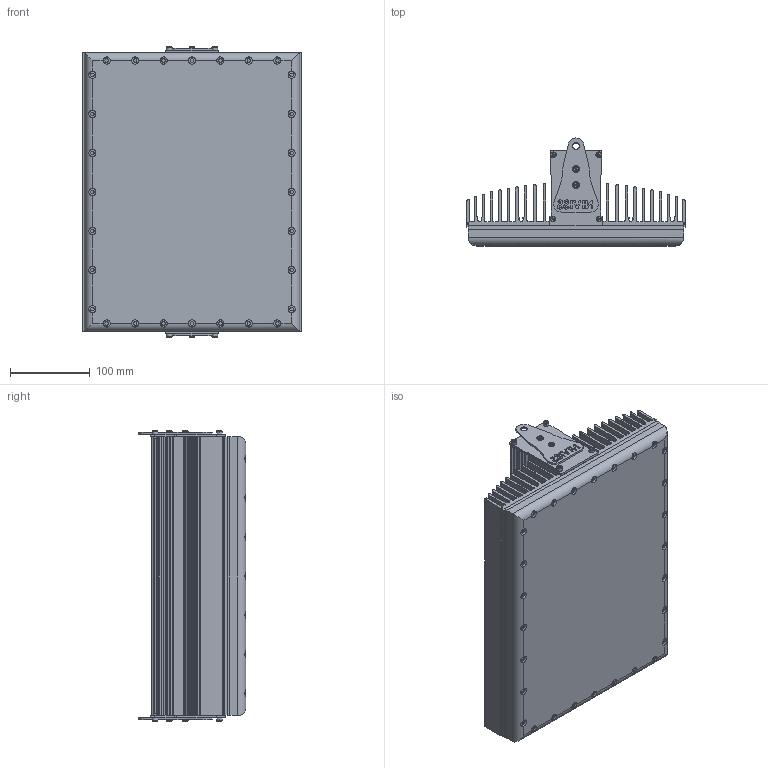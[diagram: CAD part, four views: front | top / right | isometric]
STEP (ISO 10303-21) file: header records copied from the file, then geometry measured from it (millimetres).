
FILE_DESCRIPTION (( 'STEP AP203' ), '1' );
FILE_NAME ('NIPLANTS MEDIUM.STEP', '2023-06-02T05:59:35', ( '' ), ( '' ), 'SwSTEP 2.0', 'SolidWorks 2017', '' );
FILE_SCHEMA (( 'CONFIG_CONTROL_DESIGN' ));
Length unit declared in the file: millimetre
Products named in the file (7): socket head cap screw 4762_din_EN ISO 4762 M4 x 6 - 6N; do radiatora2; dyfuzor; radiator horti; NIPLANTS MEDIUM; DK2200209TCh02A; do radiatora
Assembly tree (19 placements, depth 2):
  NIPLANTS MEDIUM
    radiator horti
    do radiatora
    dyfuzor
    do radiatora2  x2
    DK2200209TCh02A  x2
    socket head cap screw 4762_din_EN ISO 4762 M4 x 6 - 6N  x12
Bounding box: 273.65 x 135 x 364 mm (x, y, z)
Volume: 2907316.2 mm3; surface area: 1301817.3 mm2
Topology: 19 solids, 19 shells, 1161 faces, 3186 edges, 2036 vertices
Faces by surface type: plane 531, cylinder 474, bspline 60, cone 48, torus 48
Entity records: 27777 total; most frequent: CARTESIAN_POINT 6715, ORIENTED_EDGE 4264, DIRECTION 4200, EDGE_CURVE 2132, AXIS2_PLACEMENT_3D 1470, VERTEX_POINT 1397, VECTOR 1260, LINE 1260
